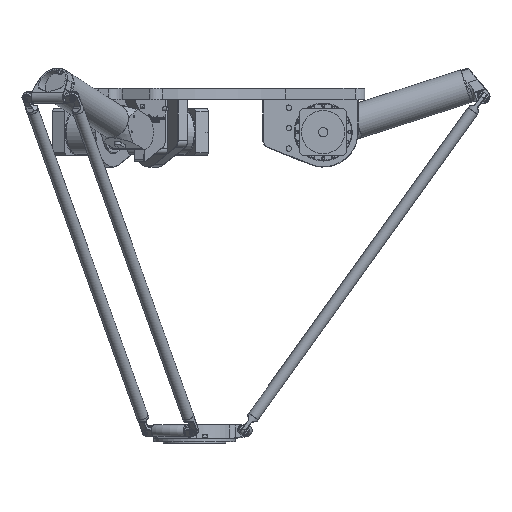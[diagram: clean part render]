
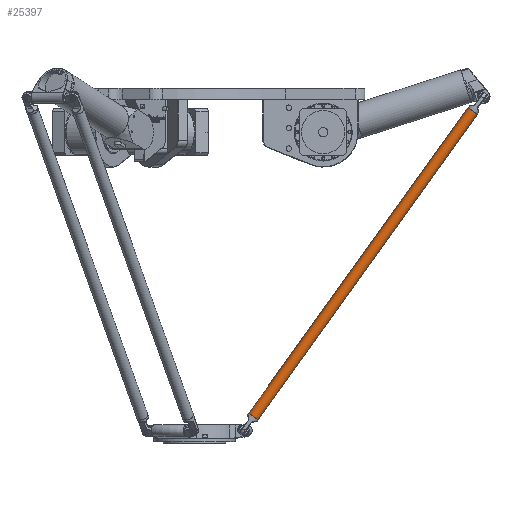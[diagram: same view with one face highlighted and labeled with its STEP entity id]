
A CAD part, front view. The second image highlights one B-rep face of the part: STEP entity #25397.
In plain terms, the highlighted cylindrical face has radius 15 mm (diameter 30 mm), a full revolution.
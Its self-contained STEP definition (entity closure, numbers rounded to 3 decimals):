
#867=FACE_BOUND('',#6574,.T.);
#2479=CIRCLE('',#28138,15.);
#2483=CIRCLE('',#28145,15.);
#3070=CYLINDRICAL_SURFACE('',#28146,15.);
#4482=FACE_OUTER_BOUND('',#6573,.T.);
#6573=EDGE_LOOP('',(#22195));
#6574=EDGE_LOOP('',(#22196));
#12847=VERTEX_POINT('',#50697);
#12851=VERTEX_POINT('',#50708);
#16024=EDGE_CURVE('',#12847,#12847,#2479,.T.);
#16028=EDGE_CURVE('',#12851,#12851,#2483,.T.);
#22195=ORIENTED_EDGE('',*,*,#16024,.T.);
#22196=ORIENTED_EDGE('',*,*,#16028,.T.);
#25397=ADVANCED_FACE('',(#4482,#867),#3070,.T.);
#28138=AXIS2_PLACEMENT_3D('',#50698,#34922,#34923);
#28145=AXIS2_PLACEMENT_3D('',#50709,#34936,#34937);
#28146=AXIS2_PLACEMENT_3D('',#50710,#34938,#34939);
#34922=DIRECTION('center_axis',(1.,0.,0.));
#34923=DIRECTION('ref_axis',(0.,0.,1.));
#34936=DIRECTION('center_axis',(-1.,0.,0.));
#34937=DIRECTION('ref_axis',(0.,0.,1.));
#34938=DIRECTION('center_axis',(-1.,0.,0.));
#34939=DIRECTION('ref_axis',(0.,0.,1.));
#50697=CARTESIAN_POINT('',(45.01,0.,15.));
#50698=CARTESIAN_POINT('Origin',(45.01,0.,0.));
#50708=CARTESIAN_POINT('',(1009.99,0.,15.));
#50709=CARTESIAN_POINT('Origin',(1009.99,0.,0.));
#50710=CARTESIAN_POINT('Origin',(45.,0.,0.));
